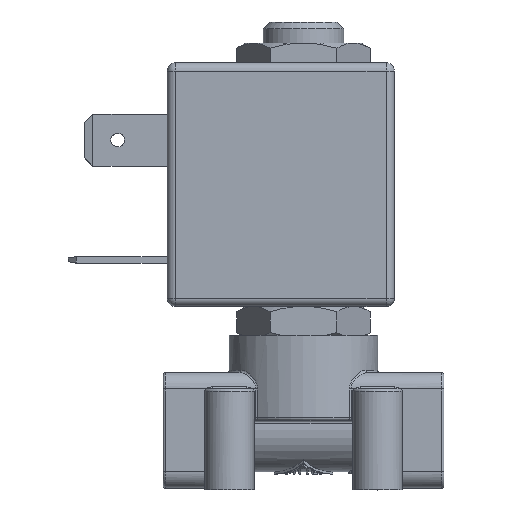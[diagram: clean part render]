
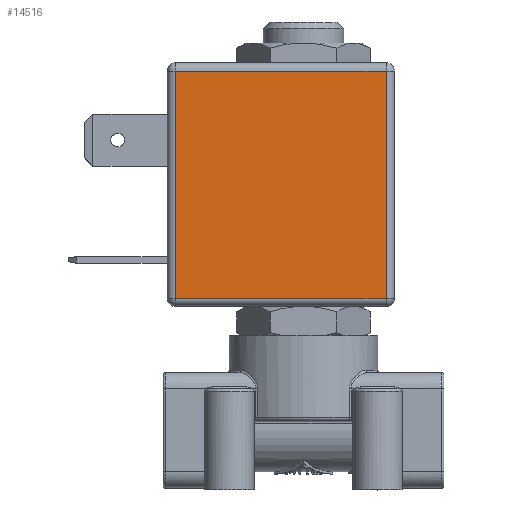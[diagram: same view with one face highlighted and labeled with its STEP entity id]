
A CAD part, top view. The second image highlights one B-rep face of the part: STEP entity #14516.
In plain terms, the highlighted planar face has unit normal (0, 0, 1).
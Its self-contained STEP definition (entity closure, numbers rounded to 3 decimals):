
#3402=DIRECTION('',(0.,1.,0.));
#3403=VECTOR('',#3402,27.5);
#3404=CARTESIAN_POINT('',(-15.5,23.2,11.));
#3405=LINE('',#3404,#3403);
#3406=DIRECTION('',(1.,0.,0.));
#3407=VECTOR('',#3406,25.5);
#3408=CARTESIAN_POINT('',(-15.5,50.7,11.));
#3409=LINE('',#3408,#3407);
#3410=DIRECTION('',(-1.,0.,0.));
#3411=VECTOR('',#3410,25.5);
#3412=CARTESIAN_POINT('',(10.,23.2,11.));
#3413=LINE('',#3412,#3411);
#3532=DIRECTION('',(0.,1.,0.));
#3533=VECTOR('',#3532,27.5);
#3534=CARTESIAN_POINT('',(10.,23.2,11.));
#3535=LINE('',#3534,#3533);
#6752=CARTESIAN_POINT('',(-15.5,50.7,11.));
#6753=VERTEX_POINT('',#6752);
#6754=CARTESIAN_POINT('',(10.,50.7,11.));
#6755=VERTEX_POINT('',#6754);
#6776=CARTESIAN_POINT('',(-15.5,23.2,11.));
#6777=VERTEX_POINT('',#6776);
#6778=CARTESIAN_POINT('',(10.,23.2,11.));
#6779=VERTEX_POINT('',#6778);
#14503=CARTESIAN_POINT('',(-2.75,36.95,11.));
#14504=DIRECTION('',(0.,0.,1.));
#14505=DIRECTION('',(1.,0.,0.));
#14506=AXIS2_PLACEMENT_3D('',#14503,#14504,#14505);
#14507=PLANE('',#14506);
#14508=ORIENTED_EDGE('',*,*,#14486,.T.);
#14510=ORIENTED_EDGE('',*,*,#14509,.T.);
#14512=ORIENTED_EDGE('',*,*,#14511,.F.);
#14513=ORIENTED_EDGE('',*,*,#14448,.T.);
#14514=EDGE_LOOP('',(#14508,#14510,#14512,#14513));
#14515=FACE_OUTER_BOUND('',#14514,.F.);
#14448=EDGE_CURVE('',#6779,#6777,#3413,.T.);
#14486=EDGE_CURVE('',#6777,#6753,#3405,.T.);
#14509=EDGE_CURVE('',#6753,#6755,#3409,.T.);
#14511=EDGE_CURVE('',#6779,#6755,#3535,.T.);
#14516=ADVANCED_FACE('',(#14515),#14507,.T.);
